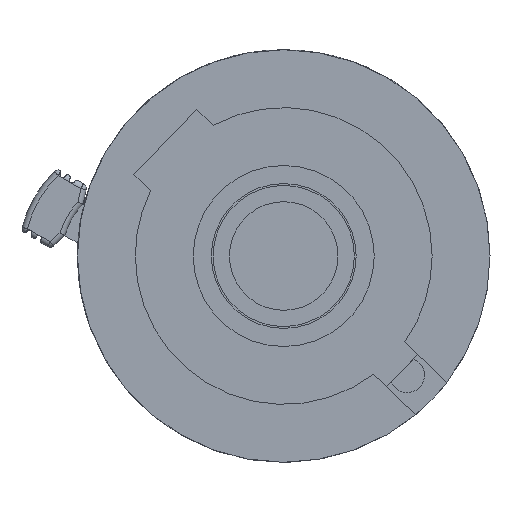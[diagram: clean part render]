
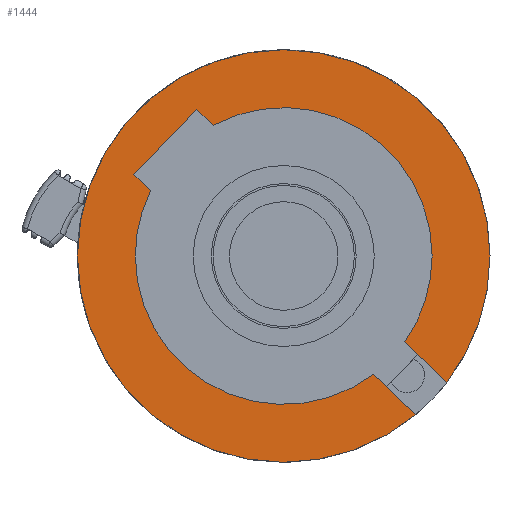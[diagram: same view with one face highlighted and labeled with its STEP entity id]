
A CAD part, front view. The second image highlights one B-rep face of the part: STEP entity #1444.
In plain terms, the highlighted planar face has unit normal (0, -1, 0).
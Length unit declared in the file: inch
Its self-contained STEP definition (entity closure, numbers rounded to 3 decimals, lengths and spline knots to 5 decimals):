
#74=DIRECTION('',(0.719,0.,-0.695));
#75=VECTOR('',#74,3.2271);
#76=CARTESIAN_POINT('',(4.96133,0.88,-6.5288));
#77=LINE('',#76,#75);
#78=CARTESIAN_POINT('',(0.,0.88,0.));
#79=DIRECTION('',(0.,1.,0.));
#80=DIRECTION('',(0.639,0.,-0.769));
#81=AXIS2_PLACEMENT_3D('',#78,#79,#80);
#83=CARTESIAN_POINT('',(0.,0.88,0.));
#84=DIRECTION('',(0.,1.,0.));
#85=DIRECTION('',(-1.,0.,0.));
#86=AXIS2_PLACEMENT_3D('',#83,#84,#85);
#88=CARTESIAN_POINT('',(0.,0.88,0.));
#89=DIRECTION('',(0.,1.,0.));
#90=DIRECTION('',(1.,0.,0.));
#91=AXIS2_PLACEMENT_3D('',#88,#89,#90);
#93=DIRECTION('',(-0.719,0.,0.695));
#94=VECTOR('',#93,3.2271);
#95=CARTESIAN_POINT('',(9.01935,0.88,-6.97218));
#96=LINE('',#95,#94);
#97=CARTESIAN_POINT('',(0.,0.88,0.));
#98=DIRECTION('',(0.,-1.,0.));
#99=DIRECTION('',(0.817,0.,-0.577));
#100=AXIS2_PLACEMENT_3D('',#97,#98,#99);
#102=CARTESIAN_POINT('',(0.,0.88,0.));
#103=DIRECTION('',(0.,-1.,0.));
#104=DIRECTION('',(1.,0.,0.));
#105=AXIS2_PLACEMENT_3D('',#102,#103,#104);
#107=DIRECTION('',(-0.719,0.,0.695));
#108=VECTOR('',#107,1.29039);
#109=CARTESIAN_POINT('',(-3.88112,0.88,7.22336));
#110=LINE('',#109,#108);
#111=DIRECTION('',(-0.695,0.,-0.719));
#112=VECTOR('',#111,5.);
#113=CARTESIAN_POINT('',(-4.80935,0.88,8.11974));
#114=LINE('',#113,#112);
#115=DIRECTION('',(0.719,0.,-0.695));
#116=VECTOR('',#115,1.29039);
#117=CARTESIAN_POINT('',(-8.28264,0.88,4.52304));
#118=LINE('',#117,#116);
#119=CARTESIAN_POINT('',(0.,0.88,0.));
#120=DIRECTION('',(0.,-1.,0.));
#121=DIRECTION('',(-0.897,0.,0.442));
#122=AXIS2_PLACEMENT_3D('',#119,#120,#121);
#124=CARTESIAN_POINT('',(0.,0.88,0.));
#125=DIRECTION('',(0.,-1.,0.));
#126=DIRECTION('',(-1.,0.,0.));
#127=AXIS2_PLACEMENT_3D('',#124,#125,#126);
#1047=CARTESIAN_POINT('',(-11.4,0.88,0.));
#1048=CARTESIAN_POINT('',(11.4,0.88,0.));
#1049=VERTEX_POINT('',#1047);
#1050=VERTEX_POINT('',#1048);
#1057=CARTESIAN_POINT('',(4.96133,0.88,-6.5288));
#1058=CARTESIAN_POINT('',(7.2827,0.88,-8.77053));
#1059=VERTEX_POINT('',#1057);
#1060=VERTEX_POINT('',#1058);
#1061=CARTESIAN_POINT('',(9.01935,0.88,-6.97218));
#1062=VERTEX_POINT('',#1061);
#1063=CARTESIAN_POINT('',(6.69797,0.88,-4.73045));
#1064=VERTEX_POINT('',#1063);
#1065=CARTESIAN_POINT('',(8.2,0.88,0.));
#1066=VERTEX_POINT('',#1065);
#1067=CARTESIAN_POINT('',(-3.88112,0.88,7.22336));
#1068=VERTEX_POINT('',#1067);
#1069=CARTESIAN_POINT('',(-4.80935,0.88,8.11974));
#1070=VERTEX_POINT('',#1069);
#1071=CARTESIAN_POINT('',(-8.28264,0.88,4.52304));
#1072=VERTEX_POINT('',#1071);
#1073=CARTESIAN_POINT('',(-7.35441,0.88,3.62666));
#1074=VERTEX_POINT('',#1073);
#1075=CARTESIAN_POINT('',(-8.2,0.88,0.));
#1076=VERTEX_POINT('',#1075);
#1414=CARTESIAN_POINT('',(-6.05919,0.88,-25.42739));
#1415=DIRECTION('',(0.,1.,0.));
#1416=DIRECTION('',(-0.719,0.,0.695));
#1417=AXIS2_PLACEMENT_3D('',#1414,#1415,#1416);
#1418=PLANE('',#1417);
#1420=ORIENTED_EDGE('',*,*,#1419,.T.);
#1422=ORIENTED_EDGE('',*,*,#1421,.T.);
#1423=ORIENTED_EDGE('',*,*,#1397,.T.);
#1425=ORIENTED_EDGE('',*,*,#1424,.T.);
#1427=ORIENTED_EDGE('',*,*,#1426,.T.);
#1429=ORIENTED_EDGE('',*,*,#1428,.T.);
#1431=ORIENTED_EDGE('',*,*,#1430,.T.);
#1433=ORIENTED_EDGE('',*,*,#1432,.T.);
#1435=ORIENTED_EDGE('',*,*,#1434,.T.);
#1437=ORIENTED_EDGE('',*,*,#1436,.T.);
#1439=ORIENTED_EDGE('',*,*,#1438,.T.);
#1441=ORIENTED_EDGE('',*,*,#1440,.T.);
#1442=EDGE_LOOP('',(#1420,#1422,#1423,#1425,#1427,#1429,#1431,#1433,#1435,#1437,
#1439,#1441));
#1443=FACE_OUTER_BOUND('',#1442,.F.);
#82=CIRCLE('',#81,11.4);
#87=CIRCLE('',#86,11.4);
#92=CIRCLE('',#91,11.4);
#101=CIRCLE('',#100,8.2);
#106=CIRCLE('',#105,8.2);
#123=CIRCLE('',#122,8.2);
#128=CIRCLE('',#127,8.2);
#1397=EDGE_CURVE('',#1049,#1050,#87,.T.);
#1419=EDGE_CURVE('',#1059,#1060,#77,.T.);
#1421=EDGE_CURVE('',#1060,#1049,#82,.T.);
#1424=EDGE_CURVE('',#1050,#1062,#92,.T.);
#1426=EDGE_CURVE('',#1062,#1064,#96,.T.);
#1428=EDGE_CURVE('',#1064,#1066,#101,.T.);
#1430=EDGE_CURVE('',#1066,#1068,#106,.T.);
#1432=EDGE_CURVE('',#1068,#1070,#110,.T.);
#1434=EDGE_CURVE('',#1070,#1072,#114,.T.);
#1436=EDGE_CURVE('',#1072,#1074,#118,.T.);
#1438=EDGE_CURVE('',#1074,#1076,#123,.T.);
#1440=EDGE_CURVE('',#1076,#1059,#128,.T.);
#1444=ADVANCED_FACE('',(#1443),#1418,.F.);
